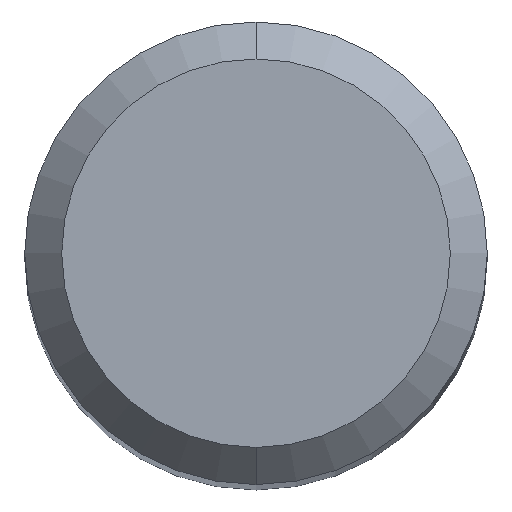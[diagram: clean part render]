
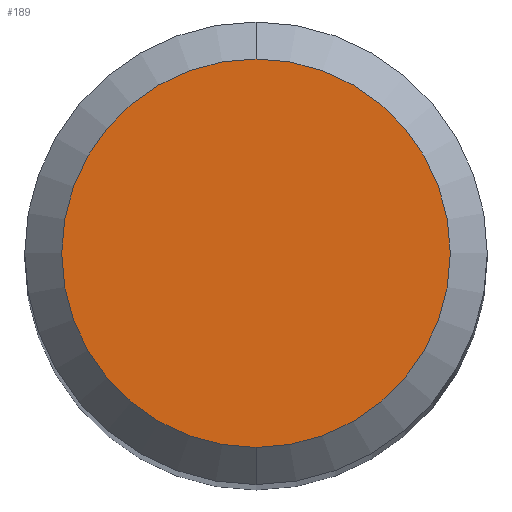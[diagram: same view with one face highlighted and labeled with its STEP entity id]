
A CAD part, top view. The second image highlights one B-rep face of the part: STEP entity #189.
In plain terms, the highlighted planar face has unit normal (0, 0, 1).
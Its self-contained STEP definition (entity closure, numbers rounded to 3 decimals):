
#107=VERTEX_POINT('',#245);
#121=EDGE_CURVE('',#151,#107,#260,.T.);
#151=VERTEX_POINT('',#292);
#173=EDGE_CURVE('',#107,#151,#317,.T.);
#189=ADVANCED_FACE('',(#336),#337,.T.);
#245=CARTESIAN_POINT('',(0.,-2.1,0.0));
#260=CIRCLE('',#406,2.1);
#292=CARTESIAN_POINT('',(0.0,2.1,0.0));
#317=CIRCLE('',#482,2.1);
#336=FACE_OUTER_BOUND('',#506,.T.);
#337=PLANE('',#507);
#406=AXIS2_PLACEMENT_3D('',#575,#576,#577);
#482=AXIS2_PLACEMENT_3D('',#649,#650,#651);
#506=EDGE_LOOP('',(#681,#682));
#507=AXIS2_PLACEMENT_3D('',#683,#684,#685);
#575=CARTESIAN_POINT('',(0.0,0.0,0.0));
#576=DIRECTION('',(0.0,0.0,-1.0));
#577=DIRECTION('',(0.0,1.0,0.0));
#649=CARTESIAN_POINT('',(0.0,0.0,0.0));
#650=DIRECTION('',(0.0,0.0,-1.0));
#651=DIRECTION('',(0.0,1.0,0.0));
#681=ORIENTED_EDGE('',*,*,#121,.F.);
#682=ORIENTED_EDGE('',*,*,#173,.F.);
#683=CARTESIAN_POINT('',(0.0,1.05,0.0));
#684=DIRECTION('',(-0.0,0.0,1.0));
#685=DIRECTION('',(0.0,-1.0,0.0));
